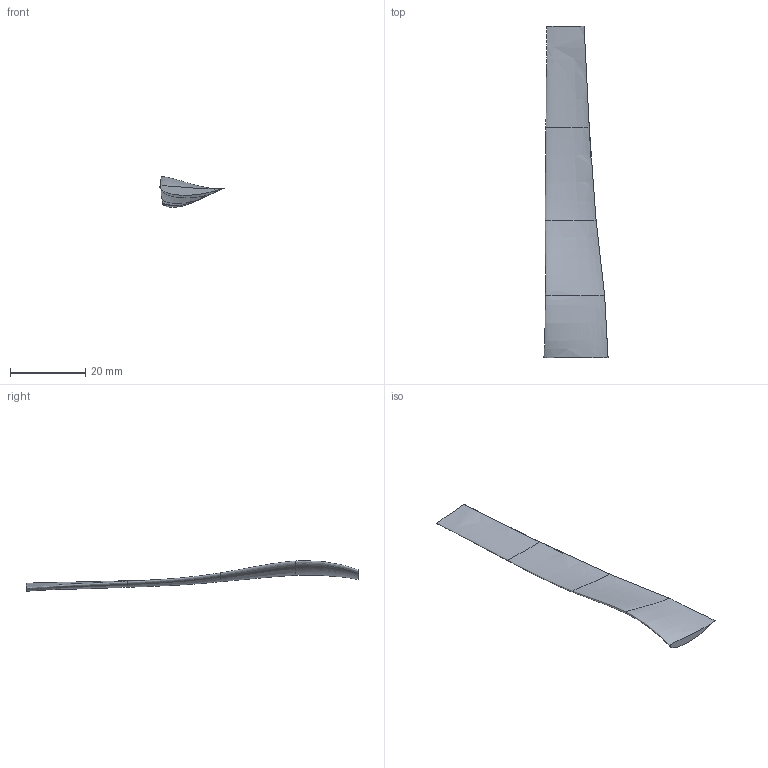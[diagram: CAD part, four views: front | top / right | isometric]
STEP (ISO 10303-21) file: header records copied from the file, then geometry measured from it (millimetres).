
FILE_DESCRIPTION(/* description */ (''),/* implementation_level */ '2;1');
FILE_NAME(/* name */ '8-6inch.step',/* time_stamp */ '2025-06-21T13:14:51+05:30',/* author */ (''),/* organization */ (''),/* preprocessor_version */ 'ST-DEVELOPER v20.1',/* originating_system */ 'Autodesk Translation Framework v14.10.0.0',/* authorisation */ '');
FILE_SCHEMA (('AUTOMOTIVE_DESIGN { 1 0 10303 214 3 1 1 }'));
Length unit declared in the file: millimetre
Products named in the file (1): (Unsaved)
Bounding box: 17 x 88 x 8.11 mm (x, y, z)
Volume: 1346.6 mm3; surface area: 2437.5 mm2
Topology: 1 solids, 1 shells, 6 faces, 13 edges, 9 vertices
Faces by surface type: bspline 4, plane 2
Entity records: 6880 total; most frequent: CARTESIAN_POINT 6759, ORIENTED_EDGE 26, EDGE_CURVE 13, VERTEX_POINT 9, FACE_OUTER_BOUND 6, EDGE_LOOP 6, ADVANCED_FACE 6, DIRECTION 6
